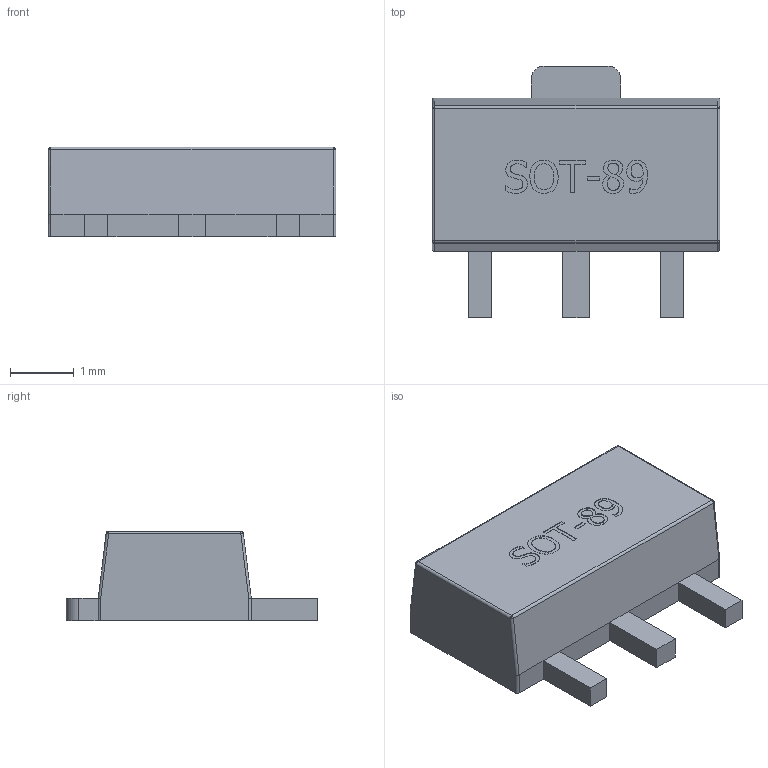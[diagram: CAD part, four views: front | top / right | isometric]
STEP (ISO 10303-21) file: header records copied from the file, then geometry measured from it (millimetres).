
FILE_DESCRIPTION (( 'STEP AP214' ), '1' );
FILE_NAME ('User Library-SOT-89-2.STEP', '2013-07-01T07:03:52', ( 'Windows User' ), ( '' ), 'SwSTEP 2.0', 'SolidWorks 2013', '' );
FILE_SCHEMA (( 'AUTOMOTIVE_DESIGN' ));
Length unit declared in the file: millimetre
Products named in the file (1): User Library-SOT-89-2
Bounding box: 4.5 x 3.94 x 1.4 mm (x, y, z)
Volume: 15.1 mm3; surface area: 49.2 mm2
Topology: 1 solids, 1 shells, 162 faces, 432 edges, 274 vertices
Faces by surface type: bspline 76, plane 72, cylinder 14
Entity records: 7191 total; most frequent: CARTESIAN_POINT 1886, ORIENTED_EDGE 848, DIRECTION 491, EDGE_CURVE 424, VERTEX_POINT 274, VECTOR 245, LINE 245, EDGE_LOOP 172
